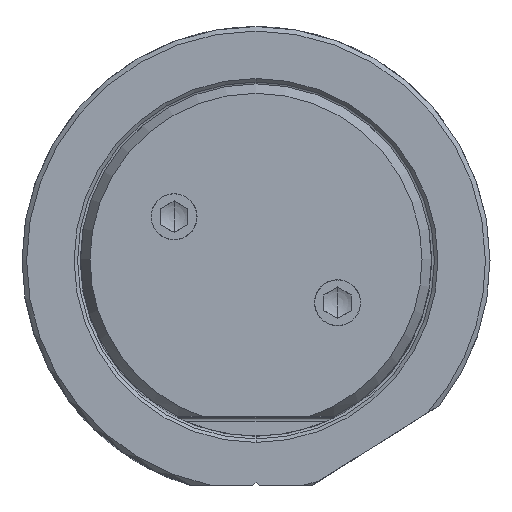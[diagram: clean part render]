
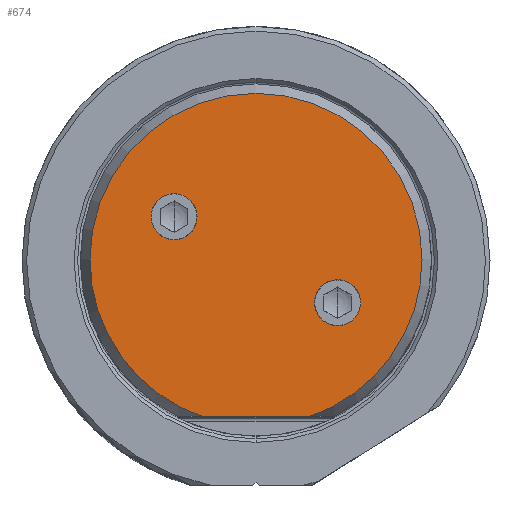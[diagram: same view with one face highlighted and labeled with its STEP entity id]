
A CAD part, top view. The second image highlights one B-rep face of the part: STEP entity #674.
In plain terms, the highlighted planar face has unit normal (0, 0, 1).
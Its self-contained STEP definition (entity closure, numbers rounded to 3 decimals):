
#159=PLANE('',#5815);
#674=ADVANCED_FACE('',(#928,#929,#930),#159,.T.);
#928=FACE_BOUND('',#1106,.T.);
#929=FACE_BOUND('',#1107,.T.);
#930=FACE_BOUND('',#1108,.T.);
#1106=EDGE_LOOP('',(#3159,#3160,#3161,#3162));
#1107=EDGE_LOOP('',(#3163,#3164,#3165,#3166));
#1108=EDGE_LOOP('',(#3167,#3168,#3169,#3170));
#1451=LINE('',#12633,#1755);
#1755=VECTOR('',#6977,1.);
#2026=CIRCLE('',#5805,18.022);
#2027=CIRCLE('',#5806,18.022);
#2028=CIRCLE('',#5807,18.022);
#2029=CIRCLE('',#5809,2.5);
#2030=CIRCLE('',#5810,2.5);
#2031=CIRCLE('',#5811,2.5);
#2032=CIRCLE('',#5812,2.5);
#2033=CIRCLE('',#5813,2.5);
#2034=CIRCLE('',#5814,2.5);
#3159=ORIENTED_EDGE('',*,*,#4857,.T.);
#3160=ORIENTED_EDGE('',*,*,#4856,.T.);
#3161=ORIENTED_EDGE('',*,*,#4853,.T.);
#3162=ORIENTED_EDGE('',*,*,#4858,.T.);
#3163=ORIENTED_EDGE('',*,*,#4859,.T.);
#3164=ORIENTED_EDGE('',*,*,#4860,.F.);
#3165=ORIENTED_EDGE('',*,*,#4861,.T.);
#3166=ORIENTED_EDGE('',*,*,#4862,.T.);
#3167=ORIENTED_EDGE('',*,*,#4863,.F.);
#3168=ORIENTED_EDGE('',*,*,#4864,.T.);
#3169=ORIENTED_EDGE('',*,*,#4865,.T.);
#3170=ORIENTED_EDGE('',*,*,#4866,.T.);
#4154=VERTEX_POINT('',#12634);
#4155=VERTEX_POINT('',#12635);
#4156=VERTEX_POINT('',#12646);
#4157=VERTEX_POINT('',#12648);
#4158=VERTEX_POINT('',#12652);
#4159=VERTEX_POINT('',#12653);
#4160=VERTEX_POINT('',#12662);
#4161=VERTEX_POINT('',#12664);
#4162=VERTEX_POINT('',#12674);
#4163=VERTEX_POINT('',#12675);
#4164=VERTEX_POINT('',#12677);
#4165=VERTEX_POINT('',#12679);
#4853=EDGE_CURVE('',#4154,#4155,#1451,.T.);
#4856=EDGE_CURVE('',#4156,#4154,#2026,.T.);
#4857=EDGE_CURVE('',#4157,#4156,#2027,.T.);
#4858=EDGE_CURVE('',#4155,#4157,#2028,.T.);
#4859=EDGE_CURVE('',#4158,#4159,#2029,.T.);
#4860=EDGE_CURVE('',#4160,#4159,#5304,.T.);
#4861=EDGE_CURVE('',#4160,#4161,#2030,.T.);
#4862=EDGE_CURVE('',#4161,#4158,#2031,.T.);
#4863=EDGE_CURVE('',#4162,#4163,#5305,.T.);
#4864=EDGE_CURVE('',#4162,#4164,#2032,.T.);
#4865=EDGE_CURVE('',#4164,#4165,#2033,.T.);
#4866=EDGE_CURVE('',#4165,#4163,#2034,.T.);
#5304=B_SPLINE_CURVE_WITH_KNOTS('',3,(#12654,#12655,#12656,#12657,#12658,
#12659,#12660,#12661),.UNSPECIFIED.,.F.,.F.,(4,1,1,1,1,4),(0.,0.2,0.4,0.6,
0.8,1.),.UNSPECIFIED.);
#5305=B_SPLINE_CURVE_WITH_KNOTS('',3,(#12666,#12667,#12668,#12669,#12670,
#12671,#12672,#12673),.UNSPECIFIED.,.F.,.F.,(4,1,1,1,1,4),(0.,0.2,0.4,0.6,
0.8,1.),.UNSPECIFIED.);
#5805=AXIS2_PLACEMENT_3D('',#12645,#6980,#6981);
#5806=AXIS2_PLACEMENT_3D('',#12647,#6982,#6983);
#5807=AXIS2_PLACEMENT_3D('',#12649,#6984,#6985);
#5809=AXIS2_PLACEMENT_3D('',#12651,#6988,#6989);
#5810=AXIS2_PLACEMENT_3D('',#12663,#6990,#6991);
#5811=AXIS2_PLACEMENT_3D('',#12665,#6992,#6993);
#5812=AXIS2_PLACEMENT_3D('',#12676,#6994,#6995);
#5813=AXIS2_PLACEMENT_3D('',#12678,#6996,#6997);
#5814=AXIS2_PLACEMENT_3D('',#12680,#6998,#6999);
#5815=AXIS2_PLACEMENT_3D('',#12681,#7000,#7001);
#6977=DIRECTION('',(1.,0.,0.));
#6980=DIRECTION('',(0.,0.,1.));
#6981=DIRECTION('',(-1.,0.,0.));
#6982=DIRECTION('',(0.,0.,1.));
#6983=DIRECTION('',(1.,0.,0.));
#6984=DIRECTION('',(0.,0.,1.));
#6985=DIRECTION('',(0.324,-0.946,0.));
#6988=DIRECTION('',(0.,0.,-1.));
#6989=DIRECTION('',(1.,0.,0.));
#6990=DIRECTION('',(0.,0.,-1.));
#6991=DIRECTION('',(-0.934,-0.358,0.));
#6992=DIRECTION('',(0.,0.,-1.));
#6993=DIRECTION('',(-1.,0.,0.));
#6994=DIRECTION('',(0.,0.,-1.));
#6995=DIRECTION('',(0.937,0.35,0.));
#6996=DIRECTION('',(0.,0.,-1.));
#6997=DIRECTION('',(1.,0.,0.));
#6998=DIRECTION('',(0.,0.,-1.));
#6999=DIRECTION('',(-1.,0.,0.));
#7000=DIRECTION('',(0.,0.,1.));
#7001=DIRECTION('',(1.,0.,0.));
#12633=CARTESIAN_POINT('',(-5.839,-17.05,69.85));
#12634=CARTESIAN_POINT('',(-5.839,-17.05,69.85));
#12635=CARTESIAN_POINT('',(5.839,-17.05,69.85));
#12645=CARTESIAN_POINT('',(0.,0.,69.85));
#12646=CARTESIAN_POINT('',(-18.022,0.,69.85));
#12647=CARTESIAN_POINT('',(0.,0.,69.85));
#12648=CARTESIAN_POINT('',(18.022,0.,69.85));
#12649=CARTESIAN_POINT('',(0.,0.,69.85));
#12651=CARTESIAN_POINT('',(-8.894,4.629,69.85));
#12652=CARTESIAN_POINT('',(-6.394,4.629,69.85));
#12653=CARTESIAN_POINT('',(-10.937,3.189,69.85));
#12654=CARTESIAN_POINT('',(-11.228,3.733,69.85));
#12655=CARTESIAN_POINT('',(-11.214,3.694,69.85));
#12656=CARTESIAN_POINT('',(-11.185,3.617,69.85));
#12657=CARTESIAN_POINT('',(-11.133,3.504,69.85));
#12658=CARTESIAN_POINT('',(-11.075,3.395,69.85));
#12659=CARTESIAN_POINT('',(-11.01,3.29,69.85));
#12660=CARTESIAN_POINT('',(-10.962,3.222,69.85));
#12661=CARTESIAN_POINT('',(-10.937,3.189,69.85));
#12662=CARTESIAN_POINT('',(-11.228,3.733,69.85));
#12663=CARTESIAN_POINT('',(-8.894,4.629,69.85));
#12664=CARTESIAN_POINT('',(-11.394,4.629,69.85));
#12665=CARTESIAN_POINT('',(-8.894,4.629,69.85));
#12666=CARTESIAN_POINT('',(11.195,-3.831,69.85));
#12667=CARTESIAN_POINT('',(11.181,-3.792,69.85));
#12668=CARTESIAN_POINT('',(11.153,-3.715,69.85));
#12669=CARTESIAN_POINT('',(11.102,-3.601,69.85));
#12670=CARTESIAN_POINT('',(11.045,-3.492,69.85));
#12671=CARTESIAN_POINT('',(10.981,-3.386,69.85));
#12672=CARTESIAN_POINT('',(10.934,-3.318,69.85));
#12673=CARTESIAN_POINT('',(10.909,-3.284,69.85));
#12674=CARTESIAN_POINT('',(11.195,-3.831,69.85));
#12675=CARTESIAN_POINT('',(10.909,-3.285,69.85));
#12676=CARTESIAN_POINT('',(8.853,-4.707,69.85));
#12677=CARTESIAN_POINT('',(11.353,-4.707,69.85));
#12678=CARTESIAN_POINT('',(8.853,-4.707,69.85));
#12679=CARTESIAN_POINT('',(6.353,-4.707,69.85));
#12680=CARTESIAN_POINT('',(8.853,-4.707,69.85));
#12681=CARTESIAN_POINT('',(0.,0.486,69.85));
